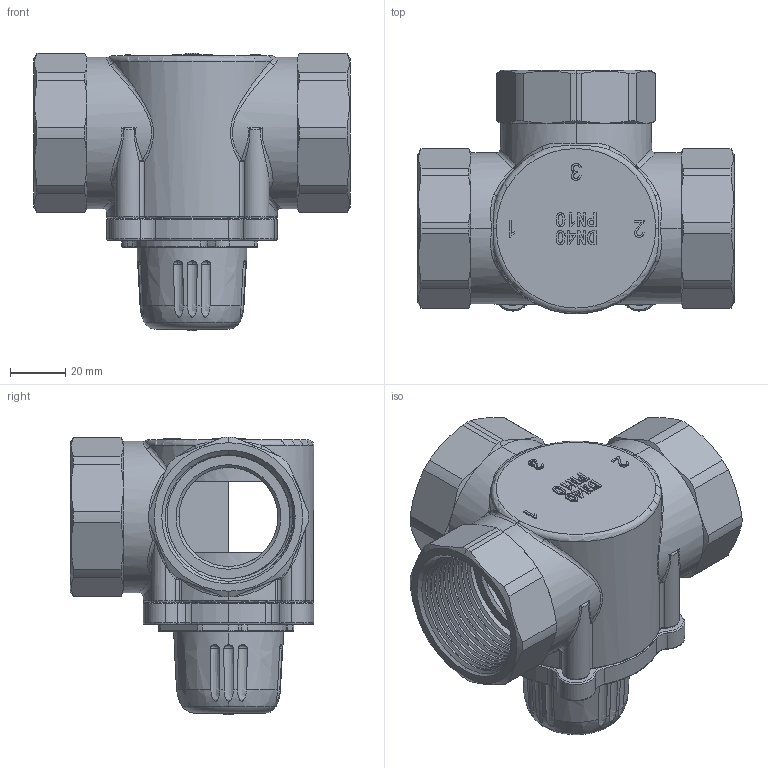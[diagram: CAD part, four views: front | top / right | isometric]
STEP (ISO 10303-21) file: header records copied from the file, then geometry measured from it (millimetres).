
FILE_DESCRIPTION (( 'STEP AP214' ), '1' );
FILE_NAME ('40.STEP', '2023-09-19T08:04:20', ( '' ), ( '' ), 'SwSTEP 2.0', 'SolidWorks 2018', '' );
FILE_SCHEMA (( 'AUTOMOTIVE_DESIGN' ));
Length unit declared in the file: millimetre
Products named in the file (1): 40
Bounding box: 115 x 88.5 x 100.92 mm (x, y, z)
Surface area: 70224.3 mm2 (no closed solid volume)
Topology: 0 solids, 33 shells, 1233 faces, 3110 edges, 1983 vertices
Faces by surface type: plane 406, cylinder 314, bspline 305, cone 99, torus 97, sphere 12
Entity records: 78055 total; most frequent: CARTESIAN_POINT 37782, ORIENTED_EDGE 6180, DIRECTION 4651, EDGE_CURVE 3094, VERTEX_POINT 1979, AXIS2_PLACEMENT_3D 1675, EDGE_LOOP 1317, LINE 1301
